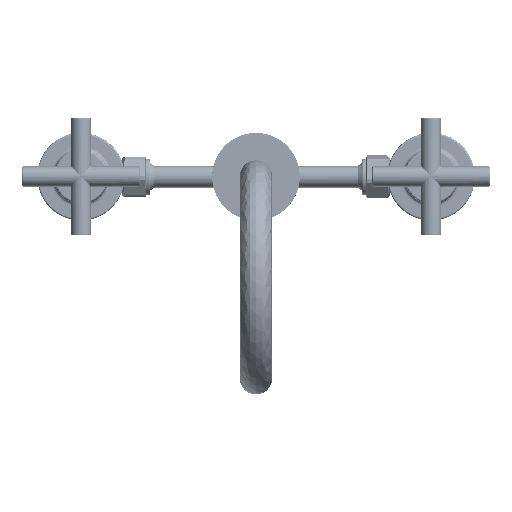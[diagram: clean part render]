
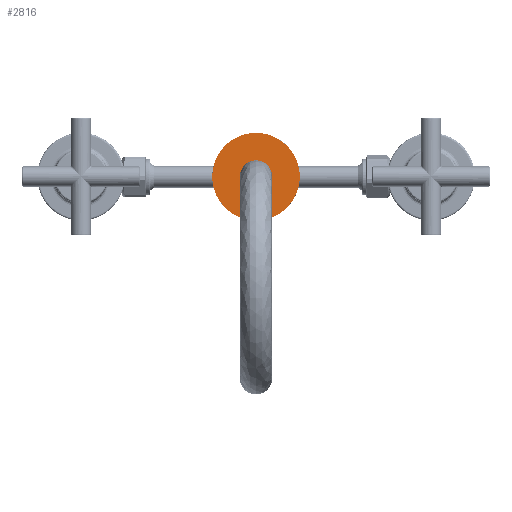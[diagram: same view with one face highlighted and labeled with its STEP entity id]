
A CAD part, top view. The second image highlights one B-rep face of the part: STEP entity #2816.
In plain terms, the highlighted face is planar.
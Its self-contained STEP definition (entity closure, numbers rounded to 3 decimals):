
#86=FACE_BOUND('',#4561,.T.);
#1220=PLANE('',#14676);
#2816=ADVANCED_FACE('',(#3650,#86),#1220,.T.);
#3650=FACE_OUTER_BOUND('',#4560,.T.);
#4560=EDGE_LOOP('',(#8463,#8464));
#4561=EDGE_LOOP('',(#8465,#8466));
#8463=ORIENTED_EDGE('',*,*,#10631,.F.);
#8464=ORIENTED_EDGE('',*,*,#10570,.F.);
#8465=ORIENTED_EDGE('',*,*,#10647,.F.);
#8466=ORIENTED_EDGE('',*,*,#10544,.F.);
#10544=EDGE_CURVE('',#13050,#13051,#11717,.T.);
#10570=EDGE_CURVE('',#13076,#13077,#11728,.T.);
#10631=EDGE_CURVE('',#13077,#13076,#11733,.T.);
#10647=EDGE_CURVE('',#13051,#13050,#11747,.T.);
#11717=(
BOUNDED_CURVE()
B_SPLINE_CURVE(2,(#70644,#70645,#70646,#70647,#70648),.UNSPECIFIED.,.F.,
 .F.)
B_SPLINE_CURVE_WITH_KNOTS((3,2,3),(0.,15.001,30.002),
 .UNSPECIFIED.)
CURVE()
GEOMETRIC_REPRESENTATION_ITEM()
RATIONAL_B_SPLINE_CURVE((1.,0.707,1.,0.707,1.))
REPRESENTATION_ITEM('')
);
#11728=(
BOUNDED_CURVE()
B_SPLINE_CURVE(2,(#70737,#70738,#70739,#70740,#70741),.UNSPECIFIED.,.F.,
 .F.)
B_SPLINE_CURVE_WITH_KNOTS((3,2,3),(0.,40.841,81.681),
 .UNSPECIFIED.)
CURVE()
GEOMETRIC_REPRESENTATION_ITEM()
RATIONAL_B_SPLINE_CURVE((1.,0.707,1.,0.707,1.))
REPRESENTATION_ITEM('')
);
#11733=(
BOUNDED_CURVE()
B_SPLINE_CURVE(2,(#70968,#70969,#70970,#70971,#70972),.UNSPECIFIED.,.F.,
 .F.)
B_SPLINE_CURVE_WITH_KNOTS((3,2,3),(0.,40.841,81.681),
 .UNSPECIFIED.)
CURVE()
GEOMETRIC_REPRESENTATION_ITEM()
RATIONAL_B_SPLINE_CURVE((1.,0.707,1.,0.707,1.))
REPRESENTATION_ITEM('')
);
#11747=(
BOUNDED_CURVE()
B_SPLINE_CURVE(2,(#71086,#71087,#71088,#71089,#71090),.UNSPECIFIED.,.F.,
 .F.)
B_SPLINE_CURVE_WITH_KNOTS((3,2,3),(0.,15.001,30.002),
 .UNSPECIFIED.)
CURVE()
GEOMETRIC_REPRESENTATION_ITEM()
RATIONAL_B_SPLINE_CURVE((1.,0.707,1.,0.707,1.))
REPRESENTATION_ITEM('')
);
#13050=VERTEX_POINT('',#70341);
#13051=VERTEX_POINT('',#70342);
#13076=VERTEX_POINT('',#70367);
#13077=VERTEX_POINT('',#70368);
#14676=AXIS2_PLACEMENT_3D('',#66395,#15496,$);
#15496=DIRECTION('',(0.,1.,0.));
#66395=CARTESIAN_POINT('',(-31.2,43.5,31.2));
#70341=CARTESIAN_POINT('',(0.,43.5,9.55));
#70342=CARTESIAN_POINT('',(0.,43.5,-9.55));
#70367=CARTESIAN_POINT('',(0.,43.5,-26.));
#70368=CARTESIAN_POINT('',(0.,43.5,26.));
#70644=CARTESIAN_POINT('',(0.,43.5,9.55));
#70645=CARTESIAN_POINT('',(9.55,43.5,9.55));
#70646=CARTESIAN_POINT('',(9.55,43.5,0.));
#70647=CARTESIAN_POINT('',(9.55,43.5,-9.55));
#70648=CARTESIAN_POINT('',(0.,43.5,-9.55));
#70737=CARTESIAN_POINT('',(0.,43.5,-26.));
#70738=CARTESIAN_POINT('',(26.,43.5,-26.));
#70739=CARTESIAN_POINT('',(26.,43.5,0.));
#70740=CARTESIAN_POINT('',(26.,43.5,26.));
#70741=CARTESIAN_POINT('',(0.,43.5,26.));
#70968=CARTESIAN_POINT('',(0.,43.5,26.));
#70969=CARTESIAN_POINT('',(-26.,43.5,26.));
#70970=CARTESIAN_POINT('',(-26.,43.5,0.));
#70971=CARTESIAN_POINT('',(-26.,43.5,-26.));
#70972=CARTESIAN_POINT('',(0.,43.5,-26.));
#71086=CARTESIAN_POINT('',(0.,43.5,-9.55));
#71087=CARTESIAN_POINT('',(-9.55,43.5,-9.55));
#71088=CARTESIAN_POINT('',(-9.55,43.5,0.));
#71089=CARTESIAN_POINT('',(-9.55,43.5,9.55));
#71090=CARTESIAN_POINT('',(0.,43.5,9.55));
